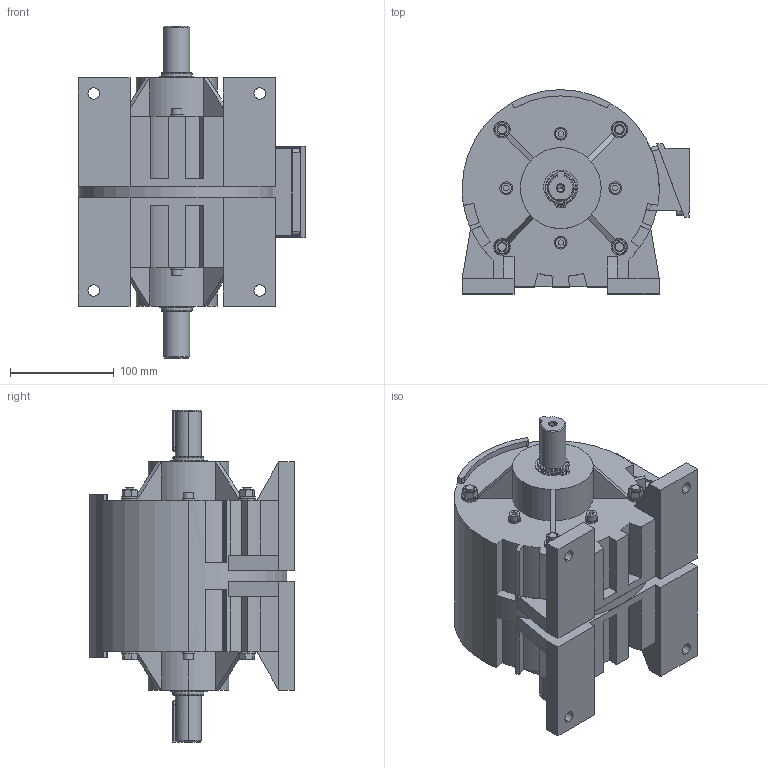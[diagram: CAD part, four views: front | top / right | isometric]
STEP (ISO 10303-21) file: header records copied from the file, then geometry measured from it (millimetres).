
FILE_DESCRIPTION (( 'STEP AP203' ), '1' );
FILE_NAME ('MP500.STEP', '2019-03-07T07:08:42', ( '' ), ( '' ), 'SwSTEP 2.0', 'SolidWorks 2018', '' );
FILE_SCHEMA (( 'CONFIG_CONTROL_DESIGN' ));
Length unit declared in the file: millimetre
Products named in the file (1): MP500
Bounding box: 219.5 x 197 x 320 mm (x, y, z)
Volume: 5105650.4 mm3; surface area: 279276.6 mm2
Topology: 1 solids, 6 shells, 643 faces, 1651 edges, 1056 vertices
Faces by surface type: plane 354, cylinder 215, cone 70, torus 4
Entity records: 19924 total; most frequent: CARTESIAN_POINT 3895, DIRECTION 3403, ORIENTED_EDGE 3294, EDGE_CURVE 1647, AXIS2_PLACEMENT_3D 1200, VERTEX_POINT 1056, LINE 1003, VECTOR 1003
